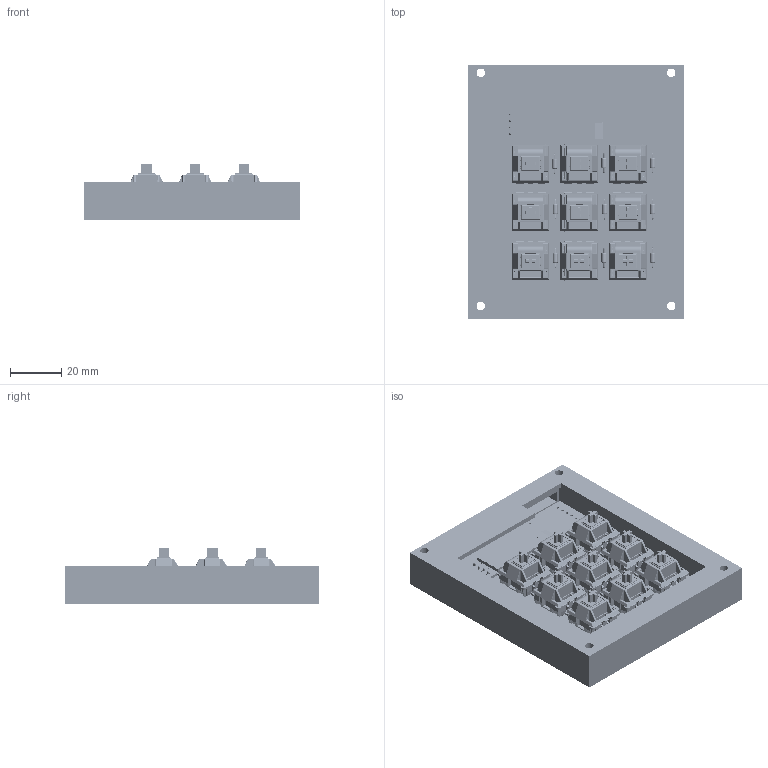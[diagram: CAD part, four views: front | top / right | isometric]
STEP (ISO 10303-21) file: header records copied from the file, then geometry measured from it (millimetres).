
FILE_DESCRIPTION(/* description */ (''),/* implementation_level */ '2;1');
FILE_NAME(/* name */ 'aarush hackpad.step',/* time_stamp */ '2026-02-09T19:48:12+05:30',/* author */ (''),/* organization */ (''),/* preprocessor_version */ 'ST-DEVELOPER v20.1',/* originating_system */ 'Autodesk Translation Framework v14.24.0.0',/* authorisation */ '');
FILE_SCHEMA (('AUTOMOTIVE_DESIGN { 1 0 10303 214 3 1 1 }'));
Products named in the file (11): 2026-01-19-19-24-01-680; 2026-01-19-19-26-15-469; 2026-01-24-17-40-43-503; 2026-01-24-17-40-43-506; 2026-01-24-17-40-43-507; 2026-01-24-17-40-43-508; 2026-01-24-17-40-43-510; 2026-01-24-17-40-43-509; 2026-01-24-17-40-43-511; 2026-01-24-17-40-43-504; 2026-01-24-17-40-43-505
Assembly tree (38 placements, depth 4):
  2026-01-19-19-24-01-680
    2026-01-19-19-26-15-469
    2026-01-24-17-40-43-503
      2026-01-24-17-40-43-504  x9
      2026-01-24-17-40-43-505  x9
      2026-01-24-17-40-43-506
        2026-01-24-17-40-43-507
        2026-01-24-17-40-43-508
        2026-01-24-17-40-43-509  x13
        2026-01-24-17-40-43-510
      2026-01-24-17-40-43-511
Bounding box: 84.5 x 99.26 x 22.04 mm (x, y, z)
Volume: 79819.8 mm3; surface area: 76061.9 mm2
Topology: 136 solids, 136 shells, 9673 faces, 25340 edges, 16094 vertices
Faces by surface type: plane 6183, cylinder 2525, bspline 389, torus 288, sphere 234, cone 54
Full cylindrical faces by diameter (mm): 0.5 x27, 0.8 x18, 1 x22, 1.2 x9, 1.5 x18, 1.6 x45, 1.75 x18, 2 x35, 2.02 x9, 2.6 x9, 3.2 x9, 3.4 x8, 3.8 x9, 4 x9, 4.8 x9, 6 x4
Entity records: 64962 total; most frequent: CARTESIAN_POINT 24324, ORIENTED_EDGE 8232, DIRECTION 7654, EDGE_CURVE 4116, LINE 2994, VECTOR 2994, VERTEX_POINT 2638, AXIS2_PLACEMENT_3D 2330
